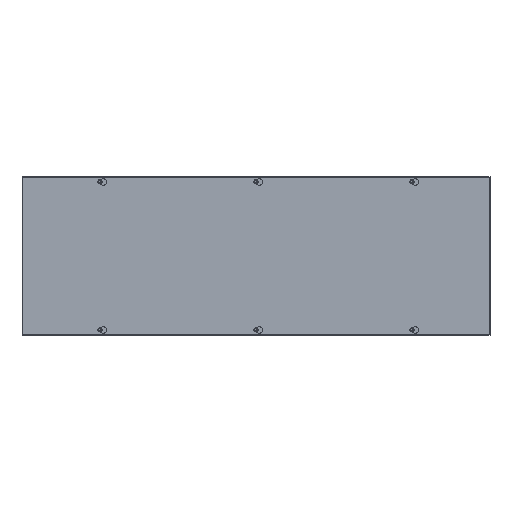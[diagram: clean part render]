
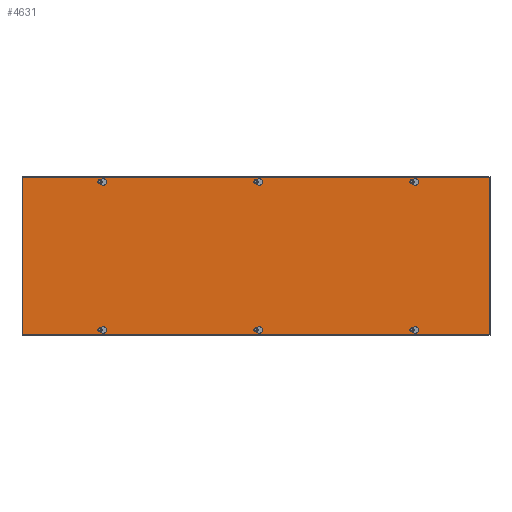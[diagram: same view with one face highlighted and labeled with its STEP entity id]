
A CAD part, top view. The second image highlights one B-rep face of the part: STEP entity #4631.
In plain terms, the highlighted planar face has unit normal (0, 0, 1).
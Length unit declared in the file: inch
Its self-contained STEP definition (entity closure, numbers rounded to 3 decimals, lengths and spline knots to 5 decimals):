
#399=LINE('',#7652,#743);
#404=LINE('',#7665,#748);
#407=LINE('',#7676,#751);
#412=LINE('',#7689,#756);
#415=LINE('',#7700,#759);
#419=LINE('',#7712,#763);
#423=LINE('',#7724,#767);
#427=LINE('',#7736,#771);
#431=LINE('',#7748,#775);
#436=LINE('',#7761,#780);
#439=LINE('',#7772,#783);
#443=LINE('',#7784,#787);
#445=LINE('',#7792,#789);
#449=LINE('',#7800,#793);
#452=LINE('',#7806,#796);
#455=LINE('',#7811,#799);
#743=VECTOR('',#6001,0.21651);
#748=VECTOR('',#6014,0.21651);
#751=VECTOR('',#6025,0.21651);
#756=VECTOR('',#6038,0.21651);
#759=VECTOR('',#6049,0.21651);
#763=VECTOR('',#6061,0.21651);
#767=VECTOR('',#6073,0.21651);
#771=VECTOR('',#6085,0.21651);
#775=VECTOR('',#6097,0.21651);
#780=VECTOR('',#6110,0.21651);
#783=VECTOR('',#6121,0.21651);
#787=VECTOR('',#6133,0.21651);
#789=VECTOR('',#6143,12.125);
#793=VECTOR('',#6149,36.);
#796=VECTOR('',#6154,12.125);
#799=VECTOR('',#6159,36.);
#944=PLANE('',#5047);
#1094=FACE_BOUND('',#1654,.T.);
#1095=FACE_BOUND('',#1655,.T.);
#1096=FACE_BOUND('',#1656,.T.);
#1097=FACE_BOUND('',#1657,.T.);
#1098=FACE_BOUND('',#1658,.T.);
#1099=FACE_BOUND('',#1659,.T.);
#1316=FACE_OUTER_BOUND('',#1653,.T.);
#1653=EDGE_LOOP('',(#3942,#3943,#3944,#3945));
#1654=EDGE_LOOP('',(#3946,#3947,#3948,#3949));
#1655=EDGE_LOOP('',(#3950,#3951,#3952,#3953));
#1656=EDGE_LOOP('',(#3954,#3955,#3956,#3957));
#1657=EDGE_LOOP('',(#3958,#3959,#3960,#3961));
#1658=EDGE_LOOP('',(#3962,#3963,#3964,#3965));
#1659=EDGE_LOOP('',(#3966,#3967,#3968,#3969));
#1913=CIRCLE('',#4997,0.25);
#1915=CIRCLE('',#5001,0.125);
#1917=CIRCLE('',#5005,0.25);
#1919=CIRCLE('',#5009,0.125);
#1921=CIRCLE('',#5013,0.25);
#1923=CIRCLE('',#5017,0.125);
#1925=CIRCLE('',#5021,0.25);
#1927=CIRCLE('',#5025,0.125);
#1929=CIRCLE('',#5029,0.25);
#1931=CIRCLE('',#5033,0.125);
#1933=CIRCLE('',#5037,0.25);
#1935=CIRCLE('',#5041,0.125);
#2260=VERTEX_POINT('',#7649);
#2261=VERTEX_POINT('',#7651);
#2263=VERTEX_POINT('',#7657);
#2265=VERTEX_POINT('',#7663);
#2268=VERTEX_POINT('',#7673);
#2269=VERTEX_POINT('',#7675);
#2271=VERTEX_POINT('',#7681);
#2273=VERTEX_POINT('',#7687);
#2276=VERTEX_POINT('',#7697);
#2277=VERTEX_POINT('',#7699);
#2279=VERTEX_POINT('',#7705);
#2281=VERTEX_POINT('',#7711);
#2284=VERTEX_POINT('',#7721);
#2285=VERTEX_POINT('',#7723);
#2287=VERTEX_POINT('',#7729);
#2289=VERTEX_POINT('',#7735);
#2292=VERTEX_POINT('',#7745);
#2293=VERTEX_POINT('',#7747);
#2295=VERTEX_POINT('',#7753);
#2297=VERTEX_POINT('',#7759);
#2300=VERTEX_POINT('',#7769);
#2301=VERTEX_POINT('',#7771);
#2303=VERTEX_POINT('',#7777);
#2305=VERTEX_POINT('',#7783);
#2306=VERTEX_POINT('',#7790);
#2307=VERTEX_POINT('',#7791);
#2310=VERTEX_POINT('',#7799);
#2312=VERTEX_POINT('',#7805);
#2804=EDGE_CURVE('',#2261,#2260,#399,.T.);
#2808=EDGE_CURVE('',#2260,#2263,#1913,.T.);
#2811=EDGE_CURVE('',#2263,#2265,#404,.T.);
#2813=EDGE_CURVE('',#2265,#2261,#1915,.T.);
#2816=EDGE_CURVE('',#2269,#2268,#407,.T.);
#2820=EDGE_CURVE('',#2268,#2271,#1917,.T.);
#2823=EDGE_CURVE('',#2271,#2273,#412,.T.);
#2825=EDGE_CURVE('',#2273,#2269,#1919,.T.);
#2828=EDGE_CURVE('',#2277,#2276,#415,.T.);
#2831=EDGE_CURVE('',#2279,#2277,#1921,.T.);
#2834=EDGE_CURVE('',#2281,#2279,#419,.T.);
#2837=EDGE_CURVE('',#2276,#2281,#1923,.T.);
#2840=EDGE_CURVE('',#2285,#2284,#423,.T.);
#2843=EDGE_CURVE('',#2287,#2285,#1925,.T.);
#2846=EDGE_CURVE('',#2289,#2287,#427,.T.);
#2849=EDGE_CURVE('',#2284,#2289,#1927,.T.);
#2852=EDGE_CURVE('',#2293,#2292,#431,.T.);
#2856=EDGE_CURVE('',#2292,#2295,#1929,.T.);
#2859=EDGE_CURVE('',#2295,#2297,#436,.T.);
#2861=EDGE_CURVE('',#2297,#2293,#1931,.T.);
#2864=EDGE_CURVE('',#2301,#2300,#439,.T.);
#2867=EDGE_CURVE('',#2303,#2301,#1933,.T.);
#2870=EDGE_CURVE('',#2305,#2303,#443,.T.);
#2873=EDGE_CURVE('',#2300,#2305,#1935,.T.);
#2874=EDGE_CURVE('',#2306,#2307,#445,.T.);
#2878=EDGE_CURVE('',#2307,#2310,#449,.T.);
#2881=EDGE_CURVE('',#2310,#2312,#452,.T.);
#2884=EDGE_CURVE('',#2312,#2306,#455,.T.);
#3942=ORIENTED_EDGE('',*,*,#2874,.F.);
#3943=ORIENTED_EDGE('',*,*,#2884,.F.);
#3944=ORIENTED_EDGE('',*,*,#2881,.F.);
#3945=ORIENTED_EDGE('',*,*,#2878,.F.);
#3946=ORIENTED_EDGE('',*,*,#2804,.T.);
#3947=ORIENTED_EDGE('',*,*,#2808,.T.);
#3948=ORIENTED_EDGE('',*,*,#2811,.T.);
#3949=ORIENTED_EDGE('',*,*,#2813,.T.);
#3950=ORIENTED_EDGE('',*,*,#2816,.T.);
#3951=ORIENTED_EDGE('',*,*,#2820,.T.);
#3952=ORIENTED_EDGE('',*,*,#2823,.T.);
#3953=ORIENTED_EDGE('',*,*,#2825,.T.);
#3954=ORIENTED_EDGE('',*,*,#2828,.T.);
#3955=ORIENTED_EDGE('',*,*,#2837,.T.);
#3956=ORIENTED_EDGE('',*,*,#2834,.T.);
#3957=ORIENTED_EDGE('',*,*,#2831,.T.);
#3958=ORIENTED_EDGE('',*,*,#2840,.T.);
#3959=ORIENTED_EDGE('',*,*,#2849,.T.);
#3960=ORIENTED_EDGE('',*,*,#2846,.T.);
#3961=ORIENTED_EDGE('',*,*,#2843,.T.);
#3962=ORIENTED_EDGE('',*,*,#2852,.T.);
#3963=ORIENTED_EDGE('',*,*,#2856,.T.);
#3964=ORIENTED_EDGE('',*,*,#2859,.T.);
#3965=ORIENTED_EDGE('',*,*,#2861,.T.);
#3966=ORIENTED_EDGE('',*,*,#2864,.T.);
#3967=ORIENTED_EDGE('',*,*,#2873,.T.);
#3968=ORIENTED_EDGE('',*,*,#2870,.T.);
#3969=ORIENTED_EDGE('',*,*,#2867,.T.);
#4631=ADVANCED_FACE('',(#1316,#1094,#1095,#1096,#1097,#1098,#1099),#944,
 .T.);
#4997=AXIS2_PLACEMENT_3D('',#7659,#6008,#6009);
#5001=AXIS2_PLACEMENT_3D('',#7668,#6019,#6020);
#5005=AXIS2_PLACEMENT_3D('',#7683,#6032,#6033);
#5009=AXIS2_PLACEMENT_3D('',#7692,#6043,#6044);
#5013=AXIS2_PLACEMENT_3D('',#7706,#6055,#6056);
#5017=AXIS2_PLACEMENT_3D('',#7716,#6067,#6068);
#5021=AXIS2_PLACEMENT_3D('',#7730,#6079,#6080);
#5025=AXIS2_PLACEMENT_3D('',#7740,#6091,#6092);
#5029=AXIS2_PLACEMENT_3D('',#7755,#6104,#6105);
#5033=AXIS2_PLACEMENT_3D('',#7764,#6115,#6116);
#5037=AXIS2_PLACEMENT_3D('',#7778,#6127,#6128);
#5041=AXIS2_PLACEMENT_3D('',#7788,#6139,#6140);
#5047=AXIS2_PLACEMENT_3D('',#7814,#6163,#6164);
#6001=DIRECTION('',(-0.866,-0.5,0.));
#6008=DIRECTION('center_axis',(0.,0.,-1.));
#6009=DIRECTION('ref_axis',(0.5,-0.866,0.));
#6014=DIRECTION('',(0.866,-0.5,0.));
#6019=DIRECTION('center_axis',(0.,0.,-1.));
#6020=DIRECTION('ref_axis',(0.5,0.866,0.));
#6025=DIRECTION('',(-0.866,-0.5,0.));
#6032=DIRECTION('center_axis',(0.,0.,-1.));
#6033=DIRECTION('ref_axis',(0.5,-0.866,0.));
#6038=DIRECTION('',(0.866,-0.5,0.));
#6043=DIRECTION('center_axis',(0.,0.,-1.));
#6044=DIRECTION('ref_axis',(0.5,0.866,0.));
#6049=DIRECTION('',(0.866,-0.5,0.));
#6055=DIRECTION('center_axis',(0.,0.,-1.));
#6056=DIRECTION('ref_axis',(0.5,0.866,0.));
#6061=DIRECTION('',(-0.866,-0.5,0.));
#6067=DIRECTION('center_axis',(0.,0.,-1.));
#6068=DIRECTION('ref_axis',(0.5,-0.866,0.));
#6073=DIRECTION('',(0.866,-0.5,0.));
#6079=DIRECTION('center_axis',(0.,0.,-1.));
#6080=DIRECTION('ref_axis',(0.5,0.866,0.));
#6085=DIRECTION('',(-0.866,-0.5,0.));
#6091=DIRECTION('center_axis',(0.,0.,-1.));
#6092=DIRECTION('ref_axis',(0.5,-0.866,0.));
#6097=DIRECTION('',(-0.866,-0.5,0.));
#6104=DIRECTION('center_axis',(0.,0.,-1.));
#6105=DIRECTION('ref_axis',(0.5,-0.866,0.));
#6110=DIRECTION('',(0.866,-0.5,0.));
#6115=DIRECTION('center_axis',(0.,0.,-1.));
#6116=DIRECTION('ref_axis',(0.5,0.866,0.));
#6121=DIRECTION('',(0.866,-0.5,0.));
#6127=DIRECTION('center_axis',(0.,0.,-1.));
#6128=DIRECTION('ref_axis',(0.5,0.866,0.));
#6133=DIRECTION('',(-0.866,-0.5,0.));
#6139=DIRECTION('center_axis',(0.,0.,-1.));
#6140=DIRECTION('ref_axis',(0.5,-0.866,0.));
#6143=DIRECTION('',(0.,1.,0.));
#6149=DIRECTION('',(1.,0.,0.));
#6154=DIRECTION('',(0.,-1.,0.));
#6159=DIRECTION('',(-1.,0.,0.));
#6163=DIRECTION('center_axis',(0.,0.,1.));
#6164=DIRECTION('ref_axis',(1.,0.,0.));
#7649=CARTESIAN_POINT('',(29.875,11.53549,0.074));
#7651=CARTESIAN_POINT('',(30.0625,11.64375,0.074));
#7652=CARTESIAN_POINT('',(24.33069,8.33448,0.074));
#7657=CARTESIAN_POINT('',(29.875,11.96851,0.074));
#7659=CARTESIAN_POINT('Origin',(29.75,11.752,0.074));
#7663=CARTESIAN_POINT('',(30.0625,11.86025,0.074));
#7665=CARTESIAN_POINT('',(26.70056,13.80127,0.074));
#7668=CARTESIAN_POINT('Origin',(30.,11.752,0.074));
#7673=CARTESIAN_POINT('',(17.875,11.53549,0.074));
#7675=CARTESIAN_POINT('',(18.0625,11.64375,0.074));
#7676=CARTESIAN_POINT('',(16.83069,10.93256,0.074));
#7681=CARTESIAN_POINT('',(17.875,11.96851,0.074));
#7683=CARTESIAN_POINT('Origin',(17.75,11.752,0.074));
#7687=CARTESIAN_POINT('',(18.0625,11.86025,0.074));
#7689=CARTESIAN_POINT('',(19.20056,11.20319,0.074));
#7692=CARTESIAN_POINT('Origin',(18.,11.752,0.074));
#7697=CARTESIAN_POINT('',(30.0625,0.48125,0.074));
#7699=CARTESIAN_POINT('',(29.875,0.58951,0.074));
#7700=CARTESIAN_POINT('',(24.33069,3.79052,0.074));
#7705=CARTESIAN_POINT('',(29.875,0.15649,0.074));
#7706=CARTESIAN_POINT('Origin',(29.75,0.373,0.074));
#7711=CARTESIAN_POINT('',(30.0625,0.26475,0.074));
#7712=CARTESIAN_POINT('',(26.70056,-1.67627,0.074));
#7716=CARTESIAN_POINT('Origin',(30.,0.373,0.074));
#7721=CARTESIAN_POINT('',(18.0625,0.48125,0.074));
#7723=CARTESIAN_POINT('',(17.875,0.58951,0.074));
#7724=CARTESIAN_POINT('',(16.83069,1.19244,0.074));
#7729=CARTESIAN_POINT('',(17.875,0.15649,0.074));
#7730=CARTESIAN_POINT('Origin',(17.75,0.373,0.074));
#7735=CARTESIAN_POINT('',(18.0625,0.26475,0.074));
#7736=CARTESIAN_POINT('',(19.20056,0.92181,0.074));
#7740=CARTESIAN_POINT('Origin',(18.,0.373,0.074));
#7745=CARTESIAN_POINT('',(5.875,11.53549,0.074));
#7747=CARTESIAN_POINT('',(6.0625,11.64375,0.074));
#7748=CARTESIAN_POINT('',(9.33069,13.53064,0.074));
#7753=CARTESIAN_POINT('',(5.875,11.96851,0.074));
#7755=CARTESIAN_POINT('Origin',(5.75,11.752,0.074));
#7759=CARTESIAN_POINT('',(6.0625,11.86025,0.074));
#7761=CARTESIAN_POINT('',(11.70056,8.60512,0.074));
#7764=CARTESIAN_POINT('Origin',(6.,11.752,0.074));
#7769=CARTESIAN_POINT('',(6.0625,0.48125,0.074));
#7771=CARTESIAN_POINT('',(5.875,0.58951,0.074));
#7772=CARTESIAN_POINT('',(9.33069,-1.40564,0.074));
#7777=CARTESIAN_POINT('',(5.875,0.15649,0.074));
#7778=CARTESIAN_POINT('Origin',(5.75,0.373,0.074));
#7783=CARTESIAN_POINT('',(6.0625,0.26475,0.074));
#7784=CARTESIAN_POINT('',(11.70056,3.51988,0.074));
#7788=CARTESIAN_POINT('Origin',(6.,0.373,0.074));
#7790=CARTESIAN_POINT('',(0.,0.,0.074));
#7791=CARTESIAN_POINT('',(0.,12.125,0.074));
#7792=CARTESIAN_POINT('',(0.,12.125,0.074));
#7799=CARTESIAN_POINT('',(36.,12.125,0.074));
#7800=CARTESIAN_POINT('',(36.,12.125,0.074));
#7805=CARTESIAN_POINT('',(36.,0.,0.074));
#7806=CARTESIAN_POINT('',(36.,0.,0.074));
#7811=CARTESIAN_POINT('',(0.,0.,0.074));
#7814=CARTESIAN_POINT('Origin',(18.,6.0625,0.074));
